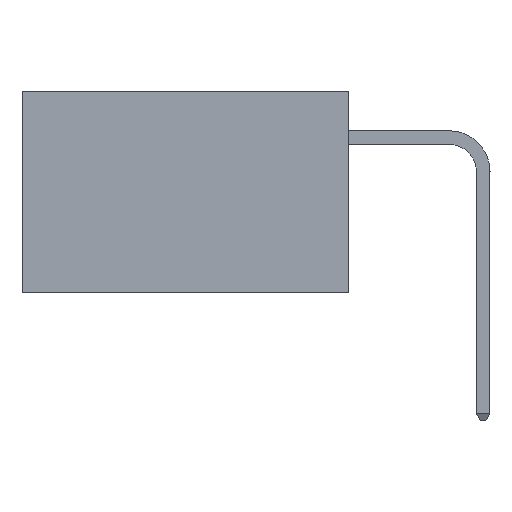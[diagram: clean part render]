
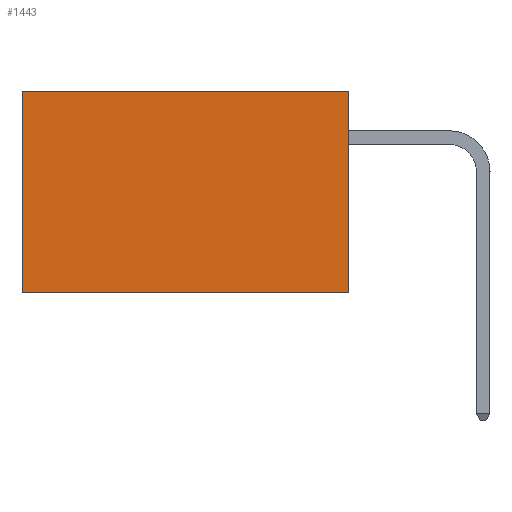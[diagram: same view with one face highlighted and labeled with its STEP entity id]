
A CAD part, left-side view. The second image highlights one B-rep face of the part: STEP entity #1443.
In plain terms, the highlighted planar face has unit normal (-1, 0, 0).
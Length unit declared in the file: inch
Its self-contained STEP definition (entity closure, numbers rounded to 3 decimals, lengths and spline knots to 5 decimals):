
#1443 = ADVANCED_FACE ( 'NONE', ( #9236 ), #15753, .F. ) ;
#1546 = DIRECTION ( 'NONE',  ( 0., 0., -1. ) ) ;
#2331 = EDGE_CURVE ( 'NONE', #2884, #13549, #7493, .T. ) ;
#2610 = VERTEX_POINT ( 'NONE', #14065 ) ;
#2884 = VERTEX_POINT ( 'NONE', #6615 ) ;
#3750 = CARTESIAN_POINT ( 'NONE',  ( 0.2875, 0., 0. ) ) ;
#4675 = DIRECTION ( 'NONE',  ( 0., 1., 0. ) ) ;
#4945 = EDGE_CURVE ( 'NONE', #2610, #2884, #13117, .T. ) ;
#5293 = CARTESIAN_POINT ( 'NONE',  ( 0.2875, 0., -0.37 ) ) ;
#5721 = DIRECTION ( 'NONE',  ( 0., 1., 0. ) ) ;
#6147 = EDGE_LOOP ( 'NONE', ( #9894, #16067, #17340, #16589 ) ) ;
#6259 = AXIS2_PLACEMENT_3D ( 'NONE', #7378, #15652, #14417 ) ;
#6615 = CARTESIAN_POINT ( 'NONE',  ( 0.2875, 0.6, 0. ) ) ;
#7318 = EDGE_CURVE ( 'NONE', #14778, #13549, #15127, .T. ) ;
#7378 = CARTESIAN_POINT ( 'NONE',  ( 0.2875, 0., 0. ) ) ;
#7407 = VECTOR ( 'NONE', #8389, 39.37008 ) ;
#7493 = LINE ( 'NONE', #13741, #11106 ) ;
#8325 = VECTOR ( 'NONE', #4675, 39.37008 ) ;
#8389 = DIRECTION ( 'NONE',  ( 0., 0., -1. ) ) ;
#9236 = FACE_OUTER_BOUND ( 'NONE', #6147, .T. ) ;
#9441 = CARTESIAN_POINT ( 'NONE',  ( 0.2875, 0.6, -0.37 ) ) ;
#9463 = VECTOR ( 'NONE', #5721, 39.37008 ) ;
#9894 = ORIENTED_EDGE ( 'NONE', *, *, #2331, .T. ) ;
#10971 = EDGE_CURVE ( 'NONE', #2610, #14778, #11025, .T. ) ;
#11025 = LINE ( 'NONE', #11057, #7407 ) ;
#11057 = CARTESIAN_POINT ( 'NONE',  ( 0.2875, 0., 0. ) ) ;
#11106 = VECTOR ( 'NONE', #1546, 39.37008 ) ;
#11546 = CARTESIAN_POINT ( 'NONE',  ( 0.2875, 0., -0.37 ) ) ;
#13117 = LINE ( 'NONE', #3750, #9463 ) ;
#13549 = VERTEX_POINT ( 'NONE', #9441 ) ;
#13741 = CARTESIAN_POINT ( 'NONE',  ( 0.2875, 0.6, 0. ) ) ;
#14065 = CARTESIAN_POINT ( 'NONE',  ( 0.2875, 0., 0. ) ) ;
#14417 = DIRECTION ( 'NONE',  ( 0., 0., -1. ) ) ;
#14778 = VERTEX_POINT ( 'NONE', #5293 ) ;
#15127 = LINE ( 'NONE', #11546, #8325 ) ;
#15652 = DIRECTION ( 'NONE',  ( 1., 0., 0. ) ) ;
#15753 = PLANE ( 'NONE',  #6259 ) ;
#16067 = ORIENTED_EDGE ( 'NONE', *, *, #7318, .F. ) ;
#16589 = ORIENTED_EDGE ( 'NONE', *, *, #4945, .T. ) ;
#17340 = ORIENTED_EDGE ( 'NONE', *, *, #10971, .F. ) ;
